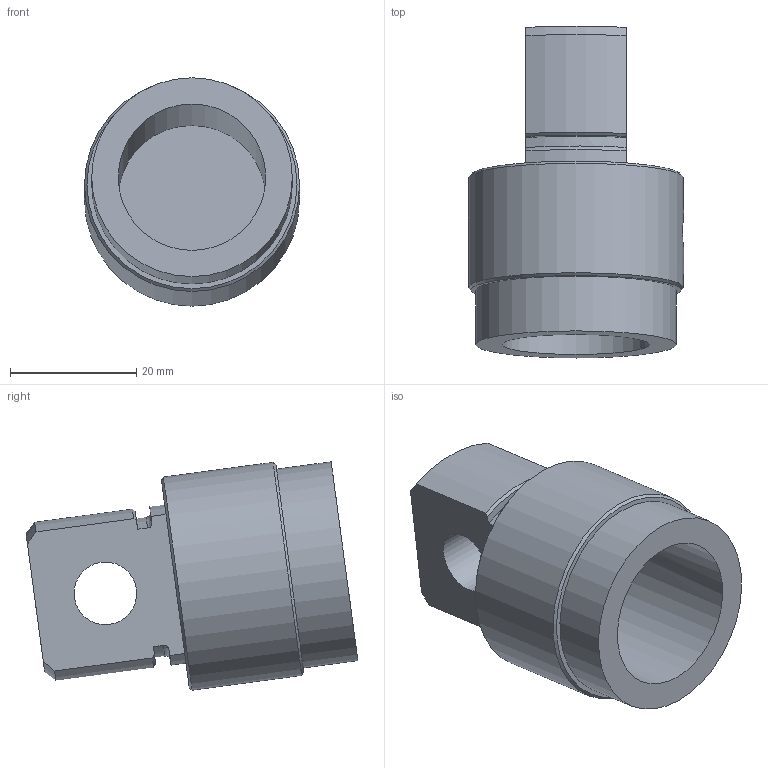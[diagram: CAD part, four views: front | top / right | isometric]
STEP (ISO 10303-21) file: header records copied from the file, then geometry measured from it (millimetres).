
FILE_DESCRIPTION(/* description */ ('STEP AP214'),/* implementation_level */ '2;1');
FILE_NAME(/* name */ '62525bf6ecdeb77adb8bb0bd',/* time_stamp */ '2022-04-10T04:24:22+00:00',/* author */ (''),/* organization */ (''),/* preprocessor_version */ 'ST-DEVELOPER v18.101',/* originating_system */ ' ',/* authorisation */ ' ');
FILE_SCHEMA (('AUTOMOTIVE_DESIGN {1 0 10303 214 3 1 1}'));
Length unit declared in the file: metre
Products named in the file (1): Part 29
Bounding box: 34.04 x 52.52 x 36.15 mm (x, y, z)
Volume: 19834.6 mm3; surface area: 8593.2 mm2
Topology: 1 solids, 1 shells, 31 faces, 76 edges, 50 vertices
Faces by surface type: cylinder 11, plane 11, cone 6, bspline 3
Full cylindrical faces by diameter (mm): 3.175 x1, 9.922 x1, 23.368 x1, 31.75 x1, 34.036 x1
Entity records: 1046 total; most frequent: CARTESIAN_POINT 336, ORIENTED_EDGE 134, DIRECTION 130, EDGE_CURVE 67, AXIS2_PLACEMENT_3D 53, VERTEX_POINT 49, EDGE_LOOP 46, FACE_BOUND 46
